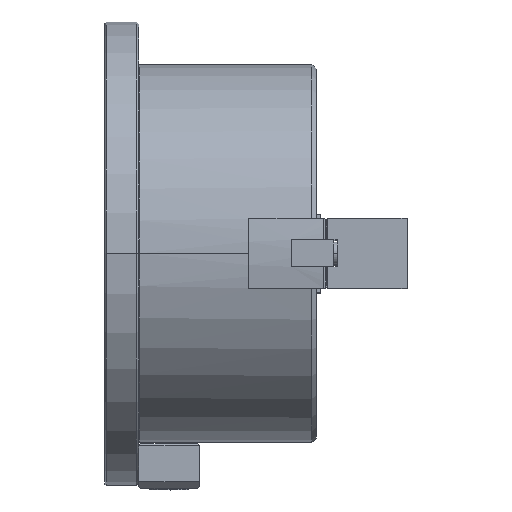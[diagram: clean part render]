
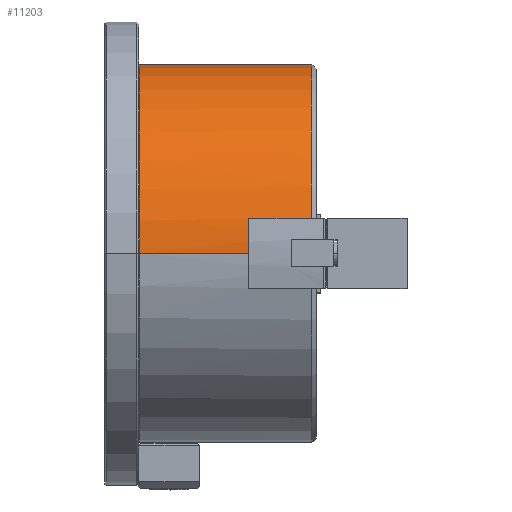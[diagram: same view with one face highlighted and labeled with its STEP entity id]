
A CAD part, top view. The second image highlights one B-rep face of the part: STEP entity #11203.
In plain terms, the highlighted cylindrical face has radius 84 mm (diameter 168 mm), a partial arc.
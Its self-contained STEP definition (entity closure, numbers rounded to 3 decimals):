
#21 = EDGE_CURVE ( 'NONE', #30868, #36149, #17693, .T. ) ;
#189 = CARTESIAN_POINT ( 'NONE',  ( 49., 15.5, 82.558 ) ) ;
#1198 = AXIS2_PLACEMENT_3D ( 'NONE', #27472, #1240, #12926 ) ;
#1240 = DIRECTION ( 'NONE',  ( -1., 0., 0. ) ) ;
#1802 = CARTESIAN_POINT ( 'NONE',  ( 0.3, 0., 0. ) ) ;
#1958 = DIRECTION ( 'NONE',  ( 0., 0., -1. ) ) ;
#2026 = ORIENTED_EDGE ( 'NONE', *, *, #28168, .T. ) ;
#2272 = VERTEX_POINT ( 'NONE', #19372 ) ;
#2444 = ORIENTED_EDGE ( 'NONE', *, *, #22030, .T. ) ;
#2879 = CIRCLE ( 'NONE', #24298, 84. ) ;
#3387 = ORIENTED_EDGE ( 'NONE', *, *, #19050, .T. ) ;
#4466 = CARTESIAN_POINT ( 'NONE',  ( 49., 0., 0. ) ) ;
#4837 = CYLINDRICAL_SURFACE ( 'NONE', #14783, 84. ) ;
#5553 = CARTESIAN_POINT ( 'NONE',  ( 49., 0., 0. ) ) ;
#6013 = LINE ( 'NONE', #17668, #19766 ) ;
#7631 = EDGE_CURVE ( 'NONE', #9725, #37585, #11104, .T. ) ;
#7650 = EDGE_CURVE ( 'NONE', #2272, #22232, #37736, .T. ) ;
#7720 = VECTOR ( 'NONE', #35330, 1000. ) ;
#7907 = CARTESIAN_POINT ( 'NONE',  ( 77., 15.5, 82.558 ) ) ;
#8887 = CARTESIAN_POINT ( 'NONE',  ( 121.711, 15.5, -82.558 ) ) ;
#9242 = ORIENTED_EDGE ( 'NONE', *, *, #7650, .T. ) ;
#9725 = VERTEX_POINT ( 'NONE', #20374 ) ;
#11104 = CIRCLE ( 'NONE', #32517, 84. ) ;
#11203 = ADVANCED_FACE ( 'NONE', ( #31085 ), #4837, .T. ) ;
#11498 = CARTESIAN_POINT ( 'NONE',  ( 121.711, 0., 84. ) ) ;
#11950 = LINE ( 'NONE', #23636, #7720 ) ;
#12509 = CIRCLE ( 'NONE', #33923, 84. ) ;
#12926 = DIRECTION ( 'NONE',  ( 0., 0., -1. ) ) ;
#13472 = DIRECTION ( 'NONE',  ( 1., 0., 0. ) ) ;
#13934 = EDGE_CURVE ( 'NONE', #28313, #37585, #6013, .T. ) ;
#14783 = AXIS2_PLACEMENT_3D ( 'NONE', #16503, #28200, #1958 ) ;
#14803 = VECTOR ( 'NONE', #20550, 1000. ) ;
#14805 = CARTESIAN_POINT ( 'NONE',  ( 49., 0., 84. ) ) ;
#15606 = ORIENTED_EDGE ( 'NONE', *, *, #13934, .F. ) ;
#15984 = VECTOR ( 'NONE', #23173, 1000. ) ;
#16136 = DIRECTION ( 'NONE',  ( -1., 0., 0. ) ) ;
#16503 = CARTESIAN_POINT ( 'NONE',  ( 121.711, 0., 0. ) ) ;
#17228 = DIRECTION ( 'NONE',  ( -1., 0., 0. ) ) ;
#17668 = CARTESIAN_POINT ( 'NONE',  ( 121.711, 0., -84. ) ) ;
#17693 = CIRCLE ( 'NONE', #1198, 84. ) ;
#19050 = EDGE_CURVE ( 'NONE', #22232, #19702, #2879, .T. ) ;
#19372 = CARTESIAN_POINT ( 'NONE',  ( 0.3, 0., 84. ) ) ;
#19702 = VERTEX_POINT ( 'NONE', #189 ) ;
#19766 = VECTOR ( 'NONE', #29354, 1000. ) ;
#20374 = CARTESIAN_POINT ( 'NONE',  ( 49., 15.5, -82.558 ) ) ;
#20550 = DIRECTION ( 'NONE',  ( -1., 0., 0. ) ) ;
#22030 = EDGE_CURVE ( 'NONE', #28313, #2272, #12509, .T. ) ;
#22232 = VERTEX_POINT ( 'NONE', #14805 ) ;
#22733 = CARTESIAN_POINT ( 'NONE',  ( 77., 15.5, -82.558 ) ) ;
#23173 = DIRECTION ( 'NONE',  ( 1., 0., 0. ) ) ;
#23636 = CARTESIAN_POINT ( 'NONE',  ( 121.711, 15.5, 82.558 ) ) ;
#24298 = AXIS2_PLACEMENT_3D ( 'NONE', #4466, #16136, #27830 ) ;
#25158 = DIRECTION ( 'NONE',  ( 0., 0., 1. ) ) ;
#27120 = CARTESIAN_POINT ( 'NONE',  ( 49., 0., -84. ) ) ;
#27462 = EDGE_LOOP ( 'NONE', ( #2444, #9242, #3387, #2026, #30707, #35751, #29244, #15606 ) ) ;
#27472 = CARTESIAN_POINT ( 'NONE',  ( 77., 0., 0. ) ) ;
#27628 = CARTESIAN_POINT ( 'NONE',  ( 0.3, 0., -84. ) ) ;
#27830 = DIRECTION ( 'NONE',  ( 0., 0., -1. ) ) ;
#28168 = EDGE_CURVE ( 'NONE', #19702, #30868, #11950, .T. ) ;
#28200 = DIRECTION ( 'NONE',  ( 1., 0., 0. ) ) ;
#28313 = VERTEX_POINT ( 'NONE', #27628 ) ;
#28914 = DIRECTION ( 'NONE',  ( 0., 0., -1. ) ) ;
#29244 = ORIENTED_EDGE ( 'NONE', *, *, #7631, .T. ) ;
#29354 = DIRECTION ( 'NONE',  ( 1., 0., 0. ) ) ;
#30707 = ORIENTED_EDGE ( 'NONE', *, *, #21, .T. ) ;
#30868 = VERTEX_POINT ( 'NONE', #7907 ) ;
#31085 = FACE_OUTER_BOUND ( 'NONE', #27462, .T. ) ;
#32517 = AXIS2_PLACEMENT_3D ( 'NONE', #5553, #17228, #28914 ) ;
#32982 = EDGE_CURVE ( 'NONE', #36149, #9725, #35126, .T. ) ;
#33923 = AXIS2_PLACEMENT_3D ( 'NONE', #1802, #13472, #25158 ) ;
#35126 = LINE ( 'NONE', #8887, #14803 ) ;
#35330 = DIRECTION ( 'NONE',  ( 1., 0., 0. ) ) ;
#35751 = ORIENTED_EDGE ( 'NONE', *, *, #32982, .T. ) ;
#36149 = VERTEX_POINT ( 'NONE', #22733 ) ;
#37585 = VERTEX_POINT ( 'NONE', #27120 ) ;
#37736 = LINE ( 'NONE', #11498, #15984 ) ;
